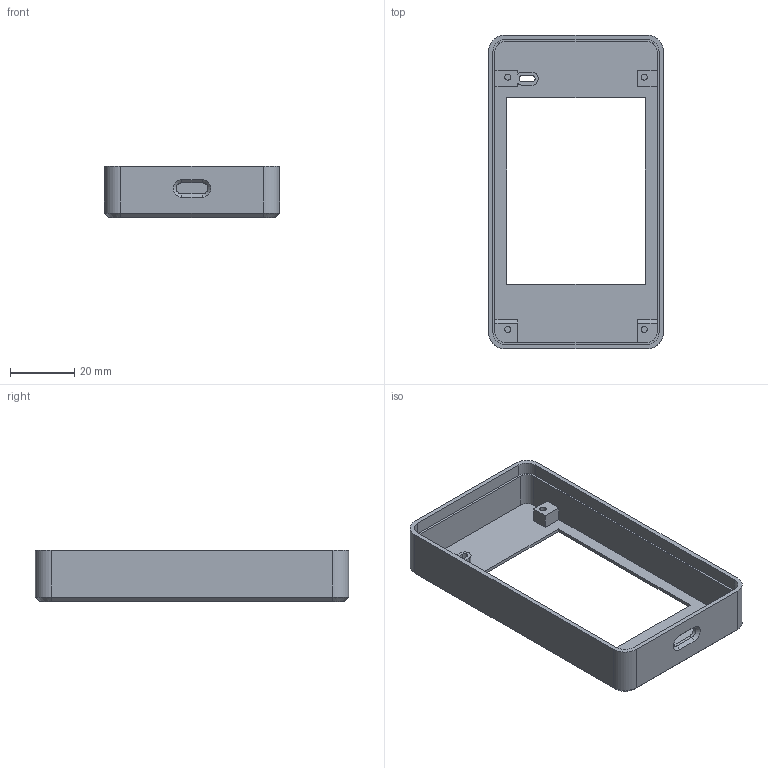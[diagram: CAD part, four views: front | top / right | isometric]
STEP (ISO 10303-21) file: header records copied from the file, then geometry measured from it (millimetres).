
FILE_DESCRIPTION (( 'STEP AP214' ), '1' );
FILE_NAME ('v3_m?t truoc.STEP', '2025-12-04T02:20:23', ( '' ), ( '' ), 'SwSTEP 2.0', 'SolidWorks 2022', '' );
FILE_SCHEMA (( 'AUTOMOTIVE_DESIGN' ));
Length unit declared in the file: millimetre
Products named in the file (1): v3_m?t truoc
Bounding box: 54.4 x 97.4 x 16 mm (x, y, z)
Volume: 11089.2 mm3; surface area: 14796.1 mm2
Topology: 1 solids, 1 shells, 93 faces, 239 edges, 154 vertices
Faces by surface type: plane 55, cylinder 29, cone 9
Entity records: 2859 total; most frequent: DIRECTION 495, CARTESIAN_POINT 487, ORIENTED_EDGE 478, EDGE_CURVE 239, VECTOR 171, LINE 171, AXIS2_PLACEMENT_3D 162, VERTEX_POINT 154
